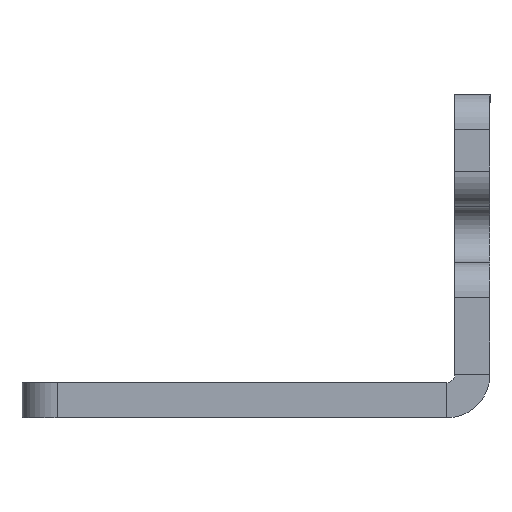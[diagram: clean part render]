
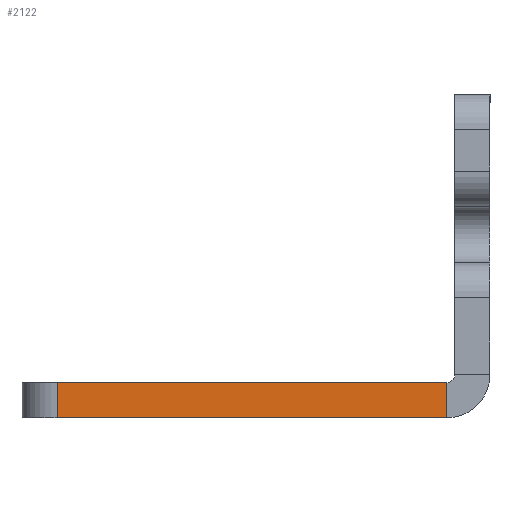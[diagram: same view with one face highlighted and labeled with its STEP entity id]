
A CAD part, left-side view. The second image highlights one B-rep face of the part: STEP entity #2122.
In plain terms, the highlighted planar face has unit normal (-1, 0, 0).
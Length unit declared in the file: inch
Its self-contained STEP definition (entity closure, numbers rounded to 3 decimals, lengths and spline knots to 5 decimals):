
#109 = EDGE_CURVE ( 'NONE', #2823, #1677, #2272, .T. ) ;
#125 = EDGE_LOOP ( 'NONE', ( #1945, #1771, #2482, #152 ) ) ;
#152 = ORIENTED_EDGE ( 'NONE', *, *, #109, .T. ) ;
#239 = CARTESIAN_POINT ( 'NONE',  ( 0., 1.545, 0.125 ) ) ;
#343 = DIRECTION ( 'NONE',  ( -1., 0., 0. ) ) ;
#522 = CARTESIAN_POINT ( 'NONE',  ( 0., 0.155, 0.125 ) ) ;
#602 = CARTESIAN_POINT ( 'NONE',  ( 0., 0.155, 0.125 ) ) ;
#711 = CARTESIAN_POINT ( 'NONE',  ( 0., 1.545, 0. ) ) ;
#719 = AXIS2_PLACEMENT_3D ( 'NONE', #1429, #343, #2133 ) ;
#827 = EDGE_CURVE ( 'NONE', #2819, #1247, #1287, .T. ) ;
#1030 = DIRECTION ( 'NONE',  ( 0., 1., 0. ) ) ;
#1061 = DIRECTION ( 'NONE',  ( 0., 1., 0. ) ) ;
#1083 = EDGE_CURVE ( 'NONE', #1677, #2819, #2390, .T. ) ;
#1247 = VERTEX_POINT ( 'NONE', #2545 ) ;
#1287 = LINE ( 'NONE', #711, #1798 ) ;
#1344 = CARTESIAN_POINT ( 'NONE',  ( 0., 0.155, 0. ) ) ;
#1429 = CARTESIAN_POINT ( 'NONE',  ( 0., 0., 0. ) ) ;
#1453 = VECTOR ( 'NONE', #1606, 39.37008 ) ;
#1606 = DIRECTION ( 'NONE',  ( 0., 0., 1. ) ) ;
#1624 = CARTESIAN_POINT ( 'NONE',  ( 0., 0.155, 0. ) ) ;
#1652 = FACE_OUTER_BOUND ( 'NONE', #125, .T. ) ;
#1677 = VERTEX_POINT ( 'NONE', #522 ) ;
#1771 = ORIENTED_EDGE ( 'NONE', *, *, #827, .T. ) ;
#1798 = VECTOR ( 'NONE', #2234, 39.37008 ) ;
#1855 = VECTOR ( 'NONE', #1030, 39.37008 ) ;
#1945 = ORIENTED_EDGE ( 'NONE', *, *, #1083, .T. ) ;
#2122 = ADVANCED_FACE ( 'NONE', ( #1652 ), #2555, .T. ) ;
#2133 = DIRECTION ( 'NONE',  ( 0., 0., 1. ) ) ;
#2182 = EDGE_CURVE ( 'NONE', #2823, #1247, #2894, .T. ) ;
#2234 = DIRECTION ( 'NONE',  ( 0., 0., -1. ) ) ;
#2272 = LINE ( 'NONE', #1344, #1453 ) ;
#2390 = LINE ( 'NONE', #602, #1855 ) ;
#2402 = CARTESIAN_POINT ( 'NONE',  ( 0., 0.155, 0. ) ) ;
#2482 = ORIENTED_EDGE ( 'NONE', *, *, #2182, .F. ) ;
#2545 = CARTESIAN_POINT ( 'NONE',  ( 0., 1.545, 0. ) ) ;
#2555 = PLANE ( 'NONE',  #719 ) ;
#2566 = VECTOR ( 'NONE', #1061, 39.37008 ) ;
#2819 = VERTEX_POINT ( 'NONE', #239 ) ;
#2823 = VERTEX_POINT ( 'NONE', #1624 ) ;
#2894 = LINE ( 'NONE', #2402, #2566 ) ;
